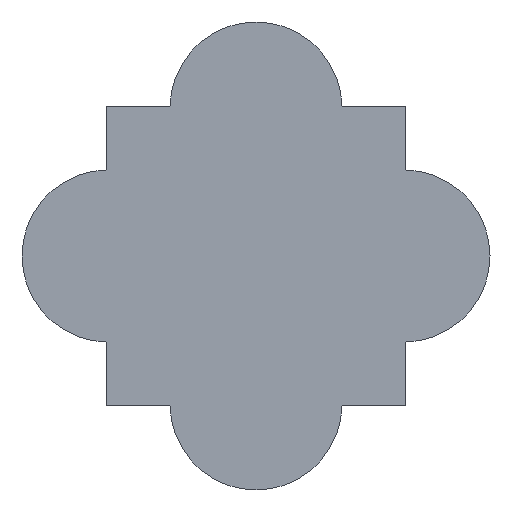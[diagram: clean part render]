
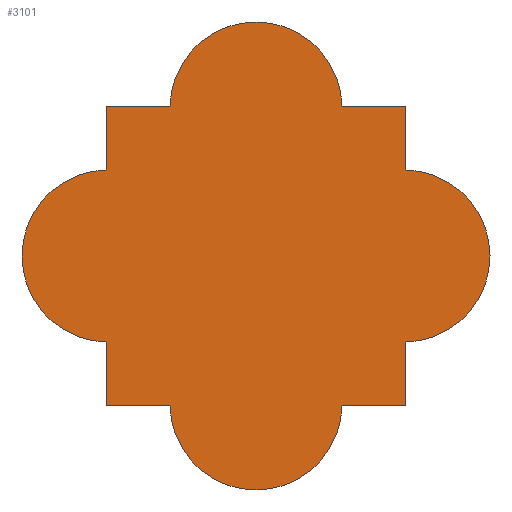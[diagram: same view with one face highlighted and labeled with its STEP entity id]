
A CAD part, front view. The second image highlights one B-rep face of the part: STEP entity #3101.
In plain terms, the highlighted planar face has unit normal (0, -1, 0).
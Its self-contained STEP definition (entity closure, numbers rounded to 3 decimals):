
#1470 = VECTOR ( 'NONE', #1488, 1000. ) ;
#1471 = CARTESIAN_POINT ( 'NONE',  ( 138.986, 0., -29.5 ) ) ;
#1472 = LINE ( 'NONE', #1471, #1470 ) ;
#1488 = DIRECTION ( 'NONE',  ( 0., 0., -1. ) ) ;
#1564 = DIRECTION ( 'NONE',  ( 0., 0., 1. ) ) ;
#1565 = DIRECTION ( 'NONE',  ( 0., 1., 0. ) ) ;
#1566 = CARTESIAN_POINT ( 'NONE',  ( 138.243, 0., -69.493 ) ) ;
#1569 = AXIS2_PLACEMENT_3D ( 'NONE', #1566, #1565, #1564 ) ;
#1571 = FACE_OUTER_BOUND ( 'NONE', #3111, .T. ) ;
#1616 = CARTESIAN_POINT ( 'NONE',  ( 0., 0., -109.486 ) ) ;
#1621 = CARTESIAN_POINT ( 'NONE',  ( 138.986, 0., -29.5 ) ) ;
#1630 = PLANE ( 'NONE',  #1569 ) ;
#1636 = CARTESIAN_POINT ( 'NONE',  ( 109.486, 0., 0. ) ) ;
#1637 = DIRECTION ( 'NONE',  ( 1., 0., 0. ) ) ;
#1638 = VECTOR ( 'NONE', #1637, 1000. ) ;
#1645 = CARTESIAN_POINT ( 'NONE',  ( 29.5, 0., 0. ) ) ;
#1656 = LINE ( 'NONE', #1645, #1638 ) ;
#1665 = CARTESIAN_POINT ( 'NONE',  ( 29.5, 0., 0. ) ) ;
#1668 = DIRECTION ( 'NONE',  ( 1., 0., 0. ) ) ;
#1669 = VECTOR ( 'NONE', #1668, 1000. ) ;
#1671 = DIRECTION ( 'NONE',  ( 0., 0., 1. ) ) ;
#1672 = DIRECTION ( 'NONE',  ( 0., 1., 0. ) ) ;
#1673 = CIRCLE ( 'NONE', #1682, 40. ) ;
#1674 = CARTESIAN_POINT ( 'NONE',  ( 138.986, 0., 0. ) ) ;
#1681 = LINE ( 'NONE', #1674, #1669 ) ;
#1682 = AXIS2_PLACEMENT_3D ( 'NONE', #1694, #1672, #1671 ) ;
#1691 = DIRECTION ( 'NONE',  ( 0., 0., 1. ) ) ;
#1692 = DIRECTION ( 'NONE',  ( 0., 1., 0. ) ) ;
#1693 = CARTESIAN_POINT ( 'NONE',  ( 0.743, 0., -69.493 ) ) ;
#1694 = CARTESIAN_POINT ( 'NONE',  ( 69.493, 0., -0.743 ) ) ;
#1701 = DIRECTION ( 'NONE',  ( 0., 0., 1. ) ) ;
#1702 = VECTOR ( 'NONE', #1701, 1000. ) ;
#1703 = AXIS2_PLACEMENT_3D ( 'NONE', #1693, #1692, #1691 ) ;
#1718 = CIRCLE ( 'NONE', #1703, 40. ) ;
#1720 = CARTESIAN_POINT ( 'NONE',  ( 0., 0., 0. ) ) ;
#1721 = DIRECTION ( 'NONE',  ( 0., 0., 1. ) ) ;
#1722 = VECTOR ( 'NONE', #1721, 1000. ) ;
#1723 = CARTESIAN_POINT ( 'NONE',  ( 0., 0., -109.486 ) ) ;
#1724 = LINE ( 'NONE', #1723, #1722 ) ;
#1729 = LINE ( 'NONE', #1749, #1702 ) ;
#1740 = CARTESIAN_POINT ( 'NONE',  ( 0., 0., -29.5 ) ) ;
#1749 = CARTESIAN_POINT ( 'NONE',  ( 0., 0., 0. ) ) ;
#2600 = EDGE_CURVE ( 'NONE', #2936, #2674, #4295, .T. ) ;
#2602 = VERTEX_POINT ( 'NONE', #4393 ) ;
#2604 = EDGE_CURVE ( 'NONE', #2674, #2782, #4478, .T. ) ;
#2612 = VERTEX_POINT ( 'NONE', #4421 ) ;
#2630 = EDGE_CURVE ( 'NONE', #2766, #2602, #4431, .T. ) ;
#2668 = EDGE_CURVE ( 'NONE', #2612, #2936, #4338, .T. ) ;
#2670 = EDGE_CURVE ( 'NONE', #2995, #2612, #4367, .T. ) ;
#2674 = VERTEX_POINT ( 'NONE', #4325 ) ;
#2746 = EDGE_CURVE ( 'NONE', #2782, #2766, #4818, .T. ) ;
#2766 = VERTEX_POINT ( 'NONE', #4754 ) ;
#2782 = VERTEX_POINT ( 'NONE', #4729 ) ;
#2910 = VERTEX_POINT ( 'NONE', #4968 ) ;
#2936 = VERTEX_POINT ( 'NONE', #4941 ) ;
#2970 = ORIENTED_EDGE ( 'NONE', *, *, #2668, .F. ) ;
#2995 = VERTEX_POINT ( 'NONE', #1621 ) ;
#2996 = VERTEX_POINT ( 'NONE', #1616 ) ;
#3014 = ORIENTED_EDGE ( 'NONE', *, *, #3064, .F. ) ;
#3015 = ORIENTED_EDGE ( 'NONE', *, *, #2600, .F. ) ;
#3016 = ORIENTED_EDGE ( 'NONE', *, *, #2630, .F. ) ;
#3047 = ORIENTED_EDGE ( 'NONE', *, *, #2604, .F. ) ;
#3048 = ORIENTED_EDGE ( 'NONE', *, *, #3055, .F. ) ;
#3049 = ORIENTED_EDGE ( 'NONE', *, *, #3073, .F. ) ;
#3050 = ORIENTED_EDGE ( 'NONE', *, *, #2746, .F. ) ;
#3055 = EDGE_CURVE ( 'NONE', #2602, #2996, #1724, .T. ) ;
#3058 = VERTEX_POINT ( 'NONE', #1740 ) ;
#3060 = VERTEX_POINT ( 'NONE', #1720 ) ;
#3061 = EDGE_CURVE ( 'NONE', #3058, #3060, #1729, .T. ) ;
#3064 = EDGE_CURVE ( 'NONE', #2996, #3058, #1718, .T. ) ;
#3073 = EDGE_CURVE ( 'NONE', #3082, #3092, #1673, .T. ) ;
#3075 = EDGE_CURVE ( 'NONE', #3092, #2910, #1681, .T. ) ;
#3082 = VERTEX_POINT ( 'NONE', #1665 ) ;
#3087 = EDGE_CURVE ( 'NONE', #3060, #3082, #1656, .T. ) ;
#3092 = VERTEX_POINT ( 'NONE', #1636 ) ;
#3101 = ADVANCED_FACE ( 'NONE', ( #1571 ), #1630, .F. ) ;
#3102 = ORIENTED_EDGE ( 'NONE', *, *, #3075, .F. ) ;
#3103 = ORIENTED_EDGE ( 'NONE', *, *, #2670, .F. ) ;
#3104 = ORIENTED_EDGE ( 'NONE', *, *, #3061, .F. ) ;
#3108 = ORIENTED_EDGE ( 'NONE', *, *, #3113, .F. ) ;
#3110 = ORIENTED_EDGE ( 'NONE', *, *, #3087, .F. ) ;
#3111 = EDGE_LOOP ( 'NONE', ( #3103, #3108, #3102, #3049, #3110, #3104, #3014, #3048, #3016, #3050, #3047, #3015, #2970 ) ) ;
#3113 = EDGE_CURVE ( 'NONE', #2910, #2995, #1472, .T. ) ;
#3691 = DIRECTION ( 'NONE',  ( -1., 0., 0. ) ) ;
#4293 = VECTOR ( 'NONE', #3691, 1000. ) ;
#4294 = CARTESIAN_POINT ( 'NONE',  ( 109.486, 0., -138.986 ) ) ;
#4295 = LINE ( 'NONE', #4294, #4293 ) ;
#4325 = CARTESIAN_POINT ( 'NONE',  ( 109.486, 0., -138.986 ) ) ;
#4327 = DIRECTION ( 'NONE',  ( 0., 0., 1. ) ) ;
#4328 = DIRECTION ( 'NONE',  ( 0., 1., 0. ) ) ;
#4329 = CARTESIAN_POINT ( 'NONE',  ( 138.243, 0., -69.493 ) ) ;
#4330 = AXIS2_PLACEMENT_3D ( 'NONE', #4329, #4328, #4327 ) ;
#4335 = DIRECTION ( 'NONE',  ( 0., 0., -1. ) ) ;
#4336 = VECTOR ( 'NONE', #4335, 1000. ) ;
#4337 = CARTESIAN_POINT ( 'NONE',  ( 138.986, 0., -138.986 ) ) ;
#4338 = LINE ( 'NONE', #4337, #4336 ) ;
#4367 = CIRCLE ( 'NONE', #4330, 40. ) ;
#4377 = AXIS2_PLACEMENT_3D ( 'NONE', #4477, #4476, #4475 ) ;
#4393 = CARTESIAN_POINT ( 'NONE',  ( 0., 0., -138.986 ) ) ;
#4421 = CARTESIAN_POINT ( 'NONE',  ( 138.986, 0., -109.486 ) ) ;
#4428 = DIRECTION ( 'NONE',  ( -1., 0., 0. ) ) ;
#4429 = VECTOR ( 'NONE', #4428, 1000. ) ;
#4430 = CARTESIAN_POINT ( 'NONE',  ( 0., 0., -138.986 ) ) ;
#4431 = LINE ( 'NONE', #4430, #4429 ) ;
#4475 = DIRECTION ( 'NONE',  ( 0., 0., 1. ) ) ;
#4476 = DIRECTION ( 'NONE',  ( 0., 1., 0. ) ) ;
#4477 = CARTESIAN_POINT ( 'NONE',  ( 69.493, 0., -138.243 ) ) ;
#4478 = CIRCLE ( 'NONE', #4377, 40. ) ;
#4729 = CARTESIAN_POINT ( 'NONE',  ( 69.493, 0., -178.243 ) ) ;
#4754 = CARTESIAN_POINT ( 'NONE',  ( 29.5, 0., -138.986 ) ) ;
#4802 = DIRECTION ( 'NONE',  ( 0., 0., 1. ) ) ;
#4803 = DIRECTION ( 'NONE',  ( 0., 1., 0. ) ) ;
#4804 = CARTESIAN_POINT ( 'NONE',  ( 69.493, 0., -138.243 ) ) ;
#4805 = AXIS2_PLACEMENT_3D ( 'NONE', #4804, #4803, #4802 ) ;
#4818 = CIRCLE ( 'NONE', #4805, 40. ) ;
#4941 = CARTESIAN_POINT ( 'NONE',  ( 138.986, 0., -138.986 ) ) ;
#4968 = CARTESIAN_POINT ( 'NONE',  ( 138.986, 0., 0. ) ) ;
